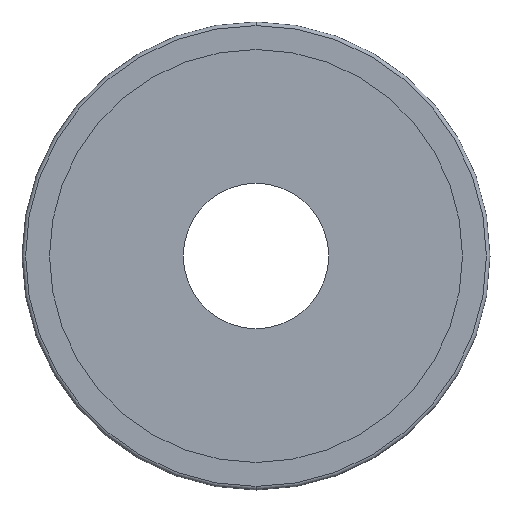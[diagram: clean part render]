
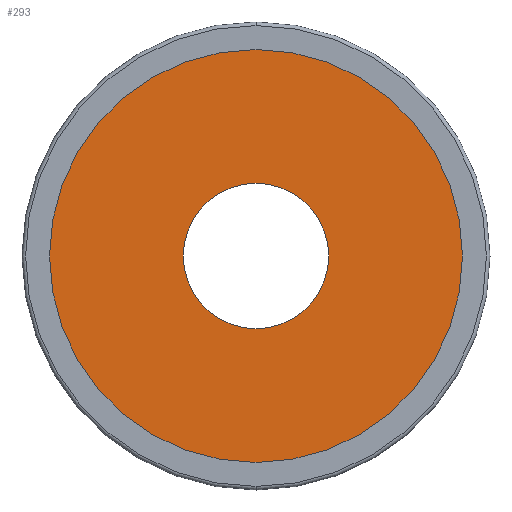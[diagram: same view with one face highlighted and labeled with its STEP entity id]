
A CAD part, front view. The second image highlights one B-rep face of the part: STEP entity #293.
In plain terms, the highlighted planar face has unit normal (0, -1, 0).
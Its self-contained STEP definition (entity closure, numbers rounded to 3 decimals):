
#9 = CARTESIAN_POINT ( 'NONE',  ( 0., -2.381, 0. ) ) ;
#15 = DIRECTION ( 'NONE',  ( 0., 1., 0. ) ) ;
#21 = PLANE ( 'NONE',  #669 ) ;
#24 = EDGE_CURVE ( 'NONE', #677, #513, #548, .T. ) ;
#45 = EDGE_CURVE ( 'NONE', #259, #366, #676, .T. ) ;
#53 = ORIENTED_EDGE ( 'NONE', *, *, #538, .F. ) ;
#78 = DIRECTION ( 'NONE',  ( 0., 0., 1. ) ) ;
#91 = EDGE_CURVE ( 'NONE', #366, #259, #275, .T. ) ;
#118 = ORIENTED_EDGE ( 'NONE', *, *, #91, .T. ) ;
#136 = AXIS2_PLACEMENT_3D ( 'NONE', #397, #277, #221 ) ;
#138 = EDGE_LOOP ( 'NONE', ( #640, #53 ) ) ;
#182 = CARTESIAN_POINT ( 'NONE',  ( 0., -2.381, 76.2 ) ) ;
#201 = CARTESIAN_POINT ( 'NONE',  ( 0., -2.381, -241.3 ) ) ;
#217 = FACE_OUTER_BOUND ( 'NONE', #138, .T. ) ;
#221 = DIRECTION ( 'NONE',  ( 0., 0., 1. ) ) ;
#259 = VERTEX_POINT ( 'NONE', #182 ) ;
#264 = DIRECTION ( 'NONE',  ( 0., 0., 1. ) ) ;
#266 = CARTESIAN_POINT ( 'NONE',  ( 0., -2.381, 0. ) ) ;
#275 = CIRCLE ( 'NONE', #136, 76.2 ) ;
#277 = DIRECTION ( 'NONE',  ( 0., 1., 0. ) ) ;
#293 = ADVANCED_FACE ( 'NONE', ( #217, #673 ), #21, .F. ) ;
#295 = DIRECTION ( 'NONE',  ( 0., 0., 1. ) ) ;
#307 = CARTESIAN_POINT ( 'NONE',  ( 0., -2.381, 241.3 ) ) ;
#324 = DIRECTION ( 'NONE',  ( 0., 1., 0. ) ) ;
#346 = EDGE_LOOP ( 'NONE', ( #118, #379 ) ) ;
#351 = CARTESIAN_POINT ( 'NONE',  ( 0., -2.381, -76.2 ) ) ;
#366 = VERTEX_POINT ( 'NONE', #351 ) ;
#379 = ORIENTED_EDGE ( 'NONE', *, *, #45, .T. ) ;
#382 = DIRECTION ( 'NONE',  ( 0., 0., 1. ) ) ;
#392 = AXIS2_PLACEMENT_3D ( 'NONE', #9, #468, #295 ) ;
#397 = CARTESIAN_POINT ( 'NONE',  ( 0., -2.381, 0. ) ) ;
#467 = CIRCLE ( 'NONE', #392, 241.3 ) ;
#468 = DIRECTION ( 'NONE',  ( 0., 1., 0. ) ) ;
#513 = VERTEX_POINT ( 'NONE', #307 ) ;
#538 = EDGE_CURVE ( 'NONE', #513, #677, #467, .T. ) ;
#548 = CIRCLE ( 'NONE', #649, 241.3 ) ;
#614 = DIRECTION ( 'NONE',  ( 0., 1., 0. ) ) ;
#626 = AXIS2_PLACEMENT_3D ( 'NONE', #721, #614, #382 ) ;
#640 = ORIENTED_EDGE ( 'NONE', *, *, #24, .F. ) ;
#647 = CARTESIAN_POINT ( 'NONE',  ( 0., -2.381, 0. ) ) ;
#649 = AXIS2_PLACEMENT_3D ( 'NONE', #266, #324, #264 ) ;
#669 = AXIS2_PLACEMENT_3D ( 'NONE', #647, #15, #78 ) ;
#673 = FACE_BOUND ( 'NONE', #346, .T. ) ;
#676 = CIRCLE ( 'NONE', #626, 76.2 ) ;
#677 = VERTEX_POINT ( 'NONE', #201 ) ;
#721 = CARTESIAN_POINT ( 'NONE',  ( 0., -2.381, 0. ) ) ;
